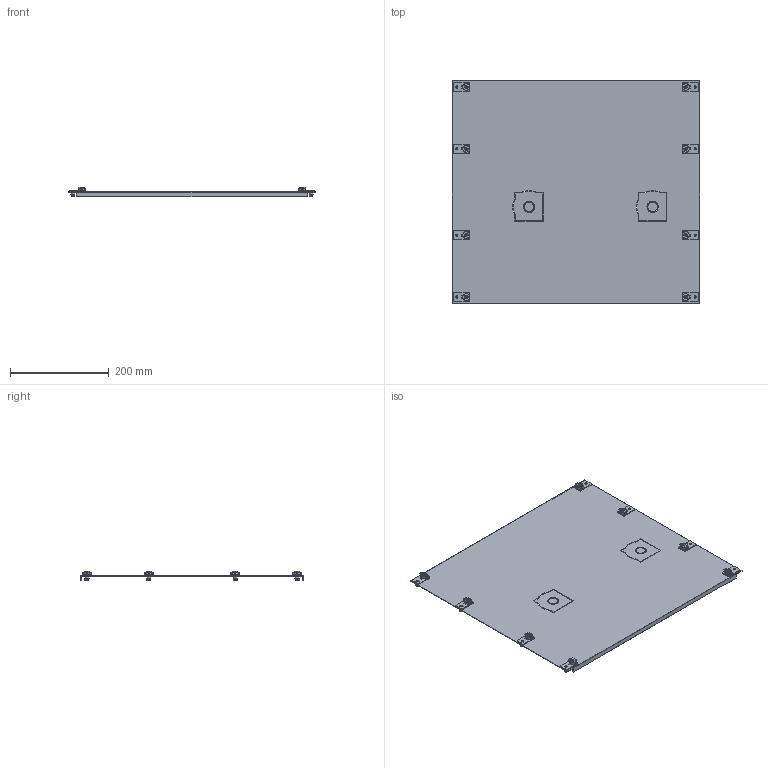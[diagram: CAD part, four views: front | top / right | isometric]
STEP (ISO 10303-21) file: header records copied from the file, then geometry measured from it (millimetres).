
FILE_DESCRIPTION((''),'2;1');
FILE_NAME('2-3_F_ASM','2023-01-25T12:00:59',('klemen.sitar'),('Audax d.o.o.'),'CREO PARAMETRIC BY PTC INC, 2021304','CREO PARAMETRIC BY PTC INC, 2021304','');
FILE_SCHEMA(('AP242_MANAGED_MODEL_BASED_3D_ENGINEERING_MIM_LF { 1 0 10303 442 1 1 4 }'));
Products named in the file (24): PRT0002_1_1_1_1_1_1_1_1_1_1_1_2; PRT0002_1_1_1_1_1_1_2_3_1_1_1_3; PRT0002_1_1_1_1_1_1_2_1_1-176_2; PRT0003_1_1_1_1_1_1_2_1_1-196_2; PRT0003_1_1_1_1_1_1_2_3_1_1_1_3; BLACK_PIN_ASM_1_ASM_1_ASM_1_A_1_ASM; PRT0002_1_1_1_1_1_1_2_1_1_-2688; PRT0002_1_1_1_1_1_1_2_3_1_1_1_2; PRT0003_1_1_1_1_1_1_2_3_1_1_1_2; PRT0003_1_1_1_1_1_1_2_1_1_-4659; BLACK_PIN_ASM_1_ASM_1_ASM_1_A_4_ASM; PRT0002_1_1_1_1_2_3_1_1_1_1_1_1; PRT0003_1_1_1_1_1_1_2_3_4_5_1_3; PRT0002_1_1_1_1_2_1_1_1_1_1_1_1; PRT0003_1_1_1_1_1_2_3_1_1_1_1_1; 001101443_CP_1_3_F_ASM_1_ASM__1_ASM; PRT0002_1_1_1_1_1_1_1_1_1_1_1_4; 001340057_CP_1_4_3_PF_ASM_1_1_A_ASM; ASM0001_ASM_1_ASM; 001339551_CP_1_4_3_K1_ASM_1_ASM; PRT0002_1_1_1_1_1_1; T1_ASM_1_ASM; CP_S1-PART_ASM; 2-3_F_ASM
Assembly tree (25 placements, depth 5):
  2-3_F_ASM
    001339551_CP_1_4_3_K1_ASM_1_ASM
      PRT0002_1_1_1_1_1_1_1_1_1_1_1_2
      BLACK_PIN_ASM_1_ASM_1_ASM_1_A_1_ASM
        PRT0002_1_1_1_1_1_1_2_3_1_1_1_3
        PRT0002_1_1_1_1_1_1_2_1_1-176_2
        PRT0003_1_1_1_1_1_1_2_1_1-196_2
        PRT0003_1_1_1_1_1_1_2_3_1_1_1_3
      BLACK_PIN_ASM_1_ASM_1_ASM_1_A_4_ASM
        PRT0002_1_1_1_1_1_1_2_1_1_-2688
        PRT0002_1_1_1_1_1_1_2_3_1_1_1_2
        PRT0003_1_1_1_1_1_1_2_3_1_1_1_2
        PRT0003_1_1_1_1_1_1_2_1_1_-4659
      001101443_CP_1_3_F_ASM_1_ASM__1_ASM  x2
        PRT0002_1_1_1_1_2_3_1_1_1_1_1_1
        PRT0003_1_1_1_1_1_1_2_3_4_5_1_3
        PRT0002_1_1_1_1_2_1_1_1_1_1_1_1
        PRT0003_1_1_1_1_1_2_3_1_1_1_1_1
      ASM0001_ASM_1_ASM
        001340057_CP_1_4_3_PF_ASM_1_1_A_ASM
          PRT0002_1_1_1_1_1_1_1_1_1_1_1_4
    CP_S1-PART_ASM  x2
      T1_ASM_1_ASM
        PRT0002_1_1_1_1_1_1
Bounding box: 500 x 450 x 18.6 mm (x, y, z)
Volume: 254882.6 mm3; surface area: 490815.5 mm2
Topology: 19 solids, 19 shells, 746 faces, 2408 edges, 1964 vertices
Faces by surface type: plane 470, cylinder 260, cone 16
Entity records: 48154 total; most frequent: PRESENTATION_LAYER_ASSIGNMENT 14414, CARTESIAN_POINT 4754, DIRECTION 3818, ORIENTED_EDGE 3272, PRESENTATION_STYLE_ASSIGNMENT 2049, STYLED_ITEM 2049, CURVE_STYLE 1958, EDGE_CURVE 1636
